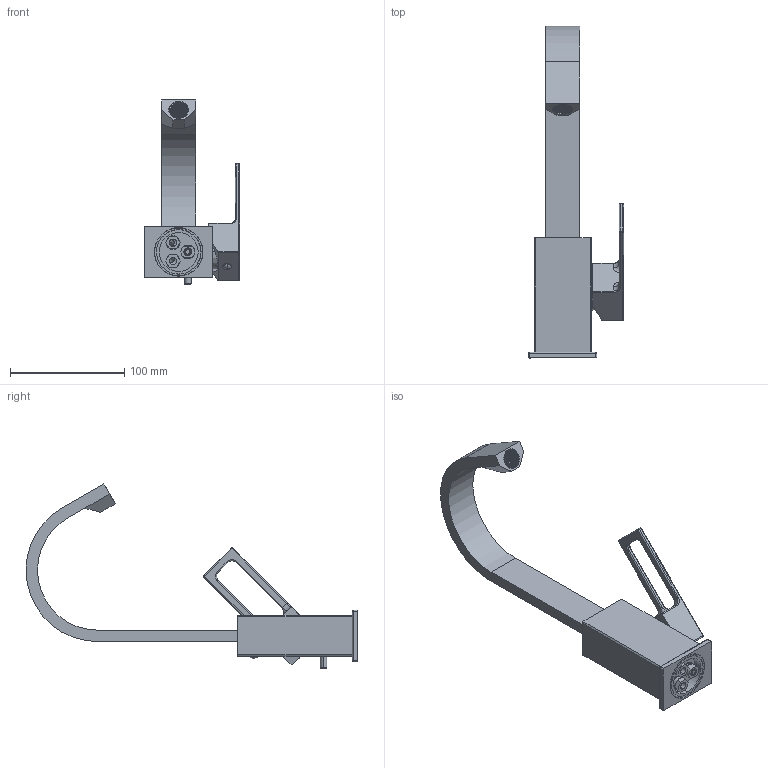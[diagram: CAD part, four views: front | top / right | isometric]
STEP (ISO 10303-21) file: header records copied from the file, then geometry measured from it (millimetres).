
FILE_DESCRIPTION((''),'2;1');
FILE_NAME('EF877CR','2021-01-19T10:50:41',('ut3'),('PAFFONI SpA'),'CREO PARAMETRIC BY PTC INC, 2020044','CREO PARAMETRIC BY PTC INC, 2020044','');
FILE_SCHEMA(('CONFIG_CONTROL_DESIGN','SHAPE_APPEARANCE_LAYERS_GROUPS'));
Length unit declared in the file: millimetre
Products named in the file (1): EF877CR
Bounding box: 83.28 x 290.2 x 160.93 mm (x, y, z)
Volume: 221415.2 mm3; surface area: 105564.4 mm2
Topology: 6 solids, 6 shells, 2723 faces, 7297 edges, 4638 vertices
Faces by surface type: plane 1901, cylinder 533, cone 112, bspline 95, torus 68, sphere 14
Entity records: 128123 total; most frequent: CARTESIAN_POINT 47297, ORIENTED_EDGE 14546, DIRECTION 10809, EDGE_CURVE 7273, VERTEX_POINT 4638, VECTOR 3671, LINE 3671, AXIS2_PLACEMENT_3D 3569
